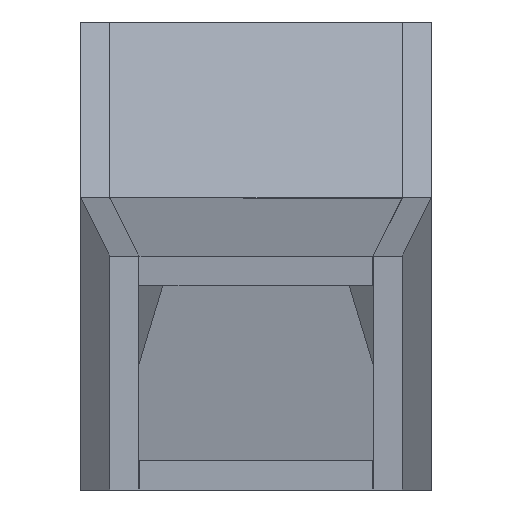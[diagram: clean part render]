
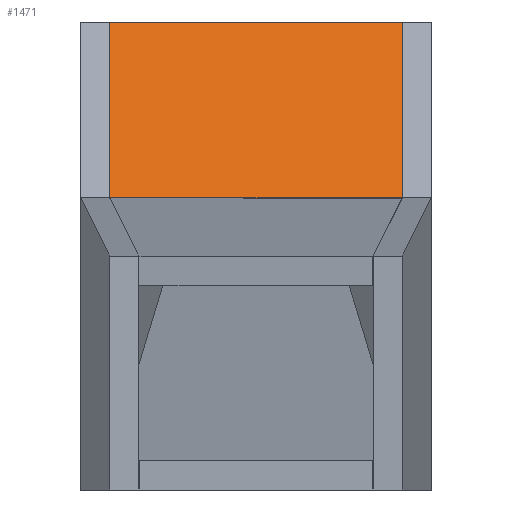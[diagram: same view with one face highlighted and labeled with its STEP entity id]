
A CAD part, left-side view. The second image highlights one B-rep face of the part: STEP entity #1471.
In plain terms, the highlighted planar face has unit normal (-0.6, 0, 0.8).
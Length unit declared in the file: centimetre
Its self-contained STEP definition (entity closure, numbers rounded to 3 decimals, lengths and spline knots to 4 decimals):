
#187=FACE_OUTER_BOUND('',#275,.T.);
#275=EDGE_LOOP('',(#1235,#1236,#1237,#1238));
#427=LINE('',#2473,#607);
#431=LINE('',#2481,#611);
#434=LINE('',#2487,#614);
#437=LINE('',#2492,#617);
#607=VECTOR('',#2050,1.);
#611=VECTOR('',#2056,1.);
#614=VECTOR('',#2061,1.);
#617=VECTOR('',#2066,1.);
#743=VERTEX_POINT('',#2471);
#744=VERTEX_POINT('',#2472);
#747=VERTEX_POINT('',#2480);
#749=VERTEX_POINT('',#2486);
#907=EDGE_CURVE('',#743,#744,#427,.T.);
#911=EDGE_CURVE('',#747,#743,#431,.T.);
#914=EDGE_CURVE('',#749,#747,#434,.T.);
#917=EDGE_CURVE('',#744,#749,#437,.T.);
#1235=ORIENTED_EDGE('',*,*,#917,.F.);
#1236=ORIENTED_EDGE('',*,*,#907,.F.);
#1237=ORIENTED_EDGE('',*,*,#911,.F.);
#1238=ORIENTED_EDGE('',*,*,#914,.F.);
#1383=PLANE('',#1729);
#1471=ADVANCED_FACE('',(#187),#1383,.T.);
#1729=AXIS2_PLACEMENT_3D('',#2494,#2068,#2069);
#2050=DIRECTION('',(0.,-1.,0.));
#2056=DIRECTION('',(0.8,0.,0.6));
#2061=DIRECTION('',(0.,1.,0.));
#2066=DIRECTION('',(-0.8,0.,-0.6));
#2068=DIRECTION('center_axis',(-0.6,0.,0.8));
#2069=DIRECTION('ref_axis',(0.8,0.,0.6));
#2471=CARTESIAN_POINT('',(4.,5.,8.));
#2472=CARTESIAN_POINT('',(4.,0.,8.));
#2473=CARTESIAN_POINT('',(4.,5.,8.));
#2480=CARTESIAN_POINT('',(0.,5.,5.));
#2481=CARTESIAN_POINT('',(0.,5.,5.));
#2486=CARTESIAN_POINT('',(0.,0.,5.));
#2487=CARTESIAN_POINT('',(0.,0.,5.));
#2492=CARTESIAN_POINT('',(4.,0.,8.));
#2494=CARTESIAN_POINT('Origin',(2.,2.5,6.5));
